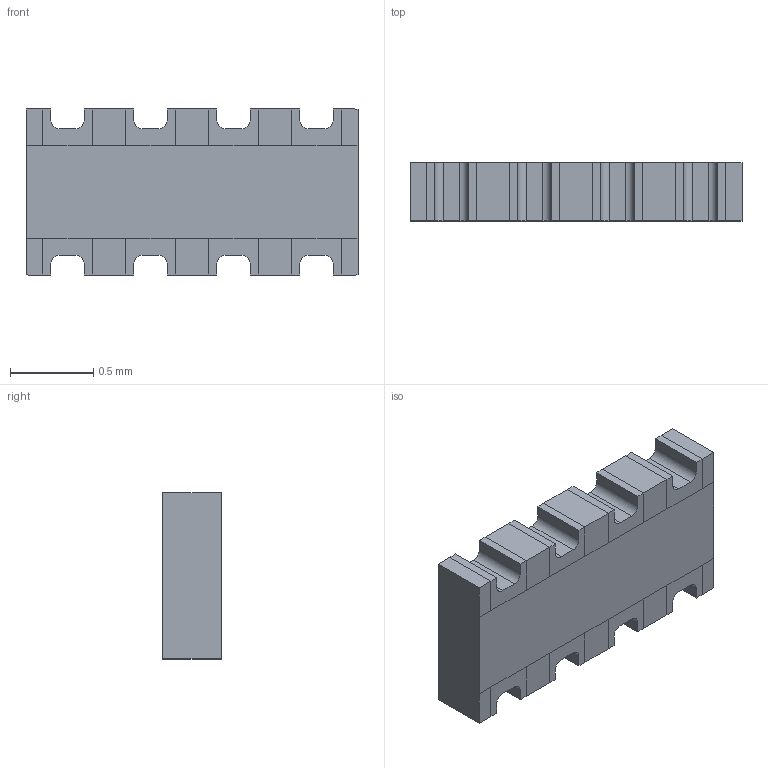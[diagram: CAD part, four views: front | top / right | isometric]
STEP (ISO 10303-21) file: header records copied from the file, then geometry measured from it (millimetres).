
FILE_DESCRIPTION (( 'STEP AP214' ), '1' );
FILE_NAME ('EXB-N8V103JX.STEP', '2022-09-16T08:43:50', ( '' ), ( '' ), 'SwSTEP 2.0', 'SolidWorks 2018', '' );
FILE_SCHEMA (( 'AUTOMOTIVE_DESIGN' ));
Length unit declared in the file: millimetre
Products named in the file (1): EXB-N8V103JX
Bounding box: 2 x 0.35 x 1 mm (x, y, z)
Volume: 0.6 mm3; surface area: 6.3 mm2
Topology: 1 solids, 1 shells, 106 faces, 280 edges, 176 vertices
Faces by surface type: plane 90, cylinder 16
Entity records: 3608 total; most frequent: CARTESIAN_POINT 563, ORIENTED_EDGE 560, DIRECTION 526, EDGE_CURVE 280, LINE 248, VECTOR 248, VERTEX_POINT 176, AXIS2_PLACEMENT_3D 139
